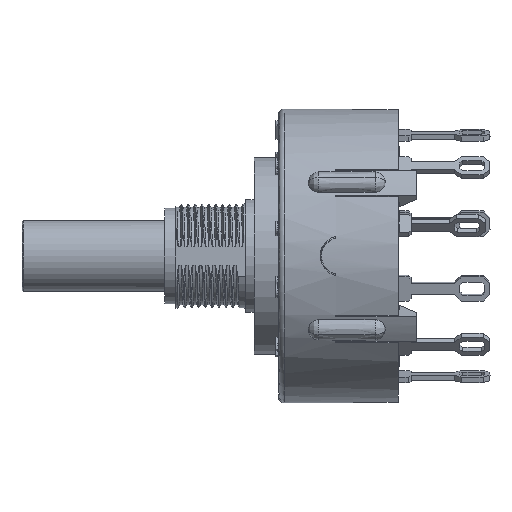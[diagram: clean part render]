
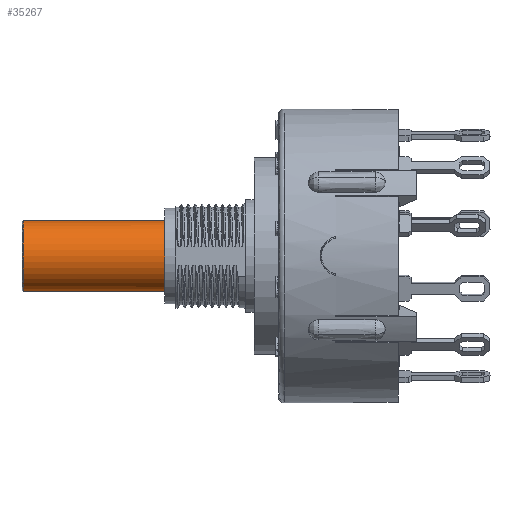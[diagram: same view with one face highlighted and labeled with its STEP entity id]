
A CAD part, left-side view. The second image highlights one B-rep face of the part: STEP entity #35267.
In plain terms, the highlighted cylindrical face has radius 3.15 mm (diameter 6.299 mm), a full revolution.
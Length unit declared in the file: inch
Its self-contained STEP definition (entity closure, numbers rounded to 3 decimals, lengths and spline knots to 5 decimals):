
#415=CYLINDRICAL_SURFACE('',#37262,0.124);
#656=CIRCLE('',#37263,0.124);
#657=CIRCLE('',#37264,0.124);
#658=CIRCLE('',#37265,0.124);
#659=CIRCLE('',#37266,0.124);
#660=CIRCLE('',#37267,0.124);
#661=CIRCLE('',#37268,0.124);
#662=CIRCLE('',#37269,0.124);
#1229=ORIENTED_EDGE('',*,*,#11705,.F.);
#1230=ORIENTED_EDGE('',*,*,#11706,.F.);
#1231=ORIENTED_EDGE('',*,*,#11707,.T.);
#1232=ORIENTED_EDGE('',*,*,#11708,.T.);
#1233=ORIENTED_EDGE('',*,*,#11709,.T.);
#1234=ORIENTED_EDGE('',*,*,#11710,.F.);
#1235=ORIENTED_EDGE('',*,*,#11711,.T.);
#1236=ORIENTED_EDGE('',*,*,#11712,.T.);
#1237=ORIENTED_EDGE('',*,*,#11713,.F.);
#1238=ORIENTED_EDGE('',*,*,#11714,.F.);
#1239=ORIENTED_EDGE('',*,*,#11715,.T.);
#1240=ORIENTED_EDGE('',*,*,#11716,.T.);
#1241=ORIENTED_EDGE('',*,*,#11717,.T.);
#11705=EDGE_CURVE('',#16948,#16949,#20309,.T.);
#11706=EDGE_CURVE('',#16950,#16948,#656,.T.);
#11707=EDGE_CURVE('',#16950,#16951,#20310,.T.);
#11708=EDGE_CURVE('',#16951,#16949,#657,.T.);
#11709=EDGE_CURVE('',#16952,#16953,#658,.T.);
#11710=EDGE_CURVE('',#16954,#16953,#20311,.T.);
#11711=EDGE_CURVE('',#16954,#16955,#659,.T.);
#11712=EDGE_CURVE('',#16955,#16952,#20312,.T.);
#11713=EDGE_CURVE('',#16956,#16957,#20313,.T.);
#11714=EDGE_CURVE('',#16958,#16956,#660,.T.);
#11715=EDGE_CURVE('',#16958,#16959,#20314,.T.);
#11716=EDGE_CURVE('',#16959,#16957,#661,.T.);
#11717=EDGE_CURVE('',#16960,#16960,#662,.T.);
#16948=VERTEX_POINT('',#48995);
#16949=VERTEX_POINT('',#48996);
#16950=VERTEX_POINT('',#48998);
#16951=VERTEX_POINT('',#49000);
#16952=VERTEX_POINT('',#49003);
#16953=VERTEX_POINT('',#49004);
#16954=VERTEX_POINT('',#49006);
#16955=VERTEX_POINT('',#49008);
#16956=VERTEX_POINT('',#49011);
#16957=VERTEX_POINT('',#49012);
#16958=VERTEX_POINT('',#49014);
#16959=VERTEX_POINT('',#49016);
#16960=VERTEX_POINT('',#49019);
#20309=LINE('',#48994,#24977);
#20310=LINE('',#48999,#24978);
#20311=LINE('',#49005,#24979);
#20312=LINE('',#49009,#24980);
#20313=LINE('',#49010,#24981);
#20314=LINE('',#49015,#24982);
#24977=VECTOR('',#39785,39.37008);
#24978=VECTOR('',#39788,39.37008);
#24979=VECTOR('',#39793,39.37008);
#24980=VECTOR('',#39796,39.37008);
#24981=VECTOR('',#39797,39.37008);
#24982=VECTOR('',#39800,39.37008);
#29594=EDGE_LOOP('',(#1229,#1230,#1231,#1232));
#29595=EDGE_LOOP('',(#1233,#1234,#1235,#1236));
#29596=EDGE_LOOP('',(#1237,#1238,#1239,#1240));
#29597=EDGE_LOOP('',(#1241));
#31656=FACE_BOUND('',#29594,.T.);
#31657=FACE_BOUND('',#29595,.T.);
#31658=FACE_BOUND('',#29596,.T.);
#31659=FACE_BOUND('',#29597,.T.);
#35267=ADVANCED_FACE('',(#31656,#31657,#31658,#31659),#415,.T.);
#37262=AXIS2_PLACEMENT_3D('',#48993,#39783,#39784);
#37263=AXIS2_PLACEMENT_3D('',#48997,#39786,#39787);
#37264=AXIS2_PLACEMENT_3D('',#49001,#39789,#39790);
#37265=AXIS2_PLACEMENT_3D('',#49002,#39791,#39792);
#37266=AXIS2_PLACEMENT_3D('',#49007,#39794,#39795);
#37267=AXIS2_PLACEMENT_3D('',#49013,#39798,#39799);
#37268=AXIS2_PLACEMENT_3D('',#49017,#39801,#39802);
#37269=AXIS2_PLACEMENT_3D('',#49018,#39803,#39804);
#39783=DIRECTION('',(0.,1.,0.));
#39784=DIRECTION('',(-1.,0.,0.));
#39785=DIRECTION('',(0.,-1.,0.));
#39786=DIRECTION('',(0.,-1.,0.));
#39787=DIRECTION('',(0.917,0.,-0.398));
#39788=DIRECTION('',(0.,-1.,0.));
#39789=DIRECTION('',(0.,-1.,0.));
#39790=DIRECTION('',(0.917,0.,-0.398));
#39791=DIRECTION('',(0.,-1.,0.));
#39792=DIRECTION('',(0.75,0.,-0.661));
#39793=DIRECTION('',(0.,-1.,0.));
#39794=DIRECTION('',(0.,-1.,0.));
#39795=DIRECTION('',(-1.,0.,0.));
#39796=DIRECTION('',(0.,-1.,0.));
#39797=DIRECTION('',(0.,-1.,0.));
#39798=DIRECTION('',(0.,-1.,0.));
#39799=DIRECTION('',(0.999,0.,-0.045));
#39800=DIRECTION('',(0.,-1.,0.));
#39801=DIRECTION('',(0.,-1.,0.));
#39802=DIRECTION('',(1.,0.,0.));
#39803=DIRECTION('',(0.,1.,0.));
#39804=DIRECTION('',(-1.,0.,0.));
#48993=CARTESIAN_POINT('',(0.,1.1632,0.));
#48994=CARTESIAN_POINT('',(0.12357,0.22555,-0.01034));
#48995=CARTESIAN_POINT('',(0.12357,0.22555,-0.01034));
#48996=CARTESIAN_POINT('',(0.12357,0.2195,-0.01034));
#48997=CARTESIAN_POINT('',(0.,0.22555,0.));
#48998=CARTESIAN_POINT('',(0.11377,0.22555,-0.04933));
#48999=CARTESIAN_POINT('',(0.11377,0.22555,-0.04933));
#49000=CARTESIAN_POINT('',(0.11377,0.2195,-0.04933));
#49001=CARTESIAN_POINT('',(0.,0.2195,0.));
#49002=CARTESIAN_POINT('',(0.,0.595,0.));
#49003=CARTESIAN_POINT('',(0.093,0.595,-0.08202));
#49004=CARTESIAN_POINT('',(0.093,0.595,0.08202));
#49005=CARTESIAN_POINT('',(0.093,1.096,0.08202));
#49006=CARTESIAN_POINT('',(0.093,1.096,0.08202));
#49007=CARTESIAN_POINT('',(0.,1.096,0.));
#49008=CARTESIAN_POINT('',(0.093,1.096,-0.08202));
#49009=CARTESIAN_POINT('',(0.093,1.096,-0.08202));
#49010=CARTESIAN_POINT('',(0.12376,0.22555,0.00774));
#49011=CARTESIAN_POINT('',(0.12376,0.22555,0.00774));
#49012=CARTESIAN_POINT('',(0.12376,0.2195,0.00774));
#49013=CARTESIAN_POINT('',(0.,0.22555,0.));
#49014=CARTESIAN_POINT('',(0.12387,0.22555,-0.00562));
#49015=CARTESIAN_POINT('',(0.12387,0.22555,-0.00562));
#49016=CARTESIAN_POINT('',(0.12387,0.2195,-0.00562));
#49017=CARTESIAN_POINT('',(0.,0.2195,0.));
#49018=CARTESIAN_POINT('',(0.,0.196,0.));
#49019=CARTESIAN_POINT('',(-0.124,0.196,0.));
